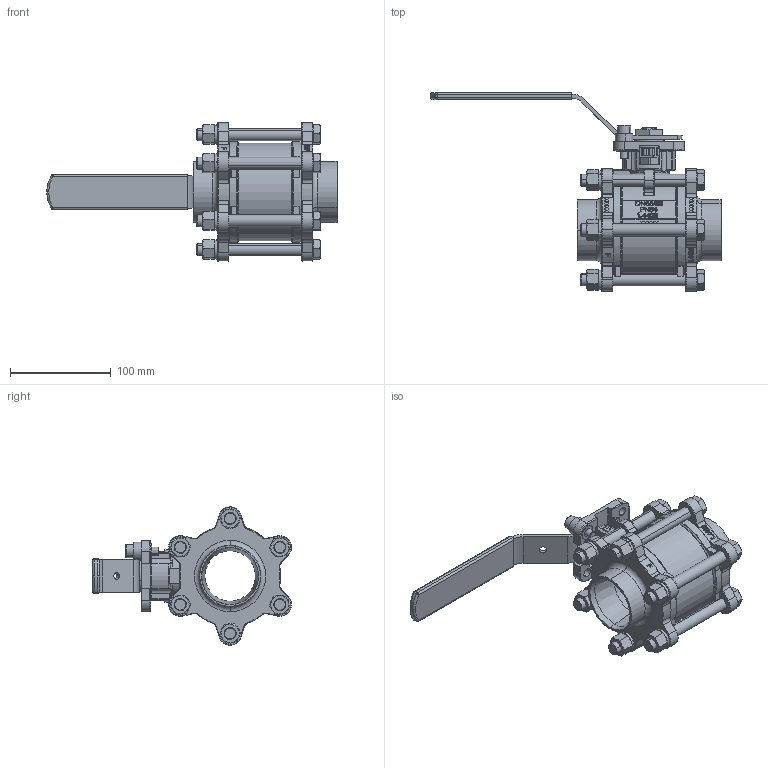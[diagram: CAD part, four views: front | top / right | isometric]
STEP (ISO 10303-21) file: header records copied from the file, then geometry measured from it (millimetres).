
FILE_DESCRIPTION (( 'STEP AP214' ), '1' );
FILE_NAME ('2709.702R Typ A27D DN65 RB ISO.STEP', '2019-07-19T08:20:10', ( '' ), ( '' ), 'SwSTEP 2.0', 'SolidWorks 2017', '' );
FILE_SCHEMA (( 'AUTOMOTIVE_DESIGN' ));
Length unit declared in the file: millimetre
Products named in the file (1): 2709.702R Typ A27D DN65 RB ISO
Bounding box: 288 x 197.26 x 137 mm (x, y, z)
Volume: 597571.9 mm3; surface area: 239882.3 mm2
Topology: 32 solids, 32 shells, 1867 faces, 4904 edges, 3102 vertices
Faces by surface type: cylinder 582, plane 533, torus 252, bspline 236, cone 222, sphere 42
Entity records: 99627 total; most frequent: CARTESIAN_POINT 34821, ORIENTED_EDGE 9582, DIRECTION 8749, EDGE_CURVE 4791, AXIS2_PLACEMENT_3D 3564, VERTEX_POINT 3098, EDGE_LOOP 2063, CIRCLE 1932
